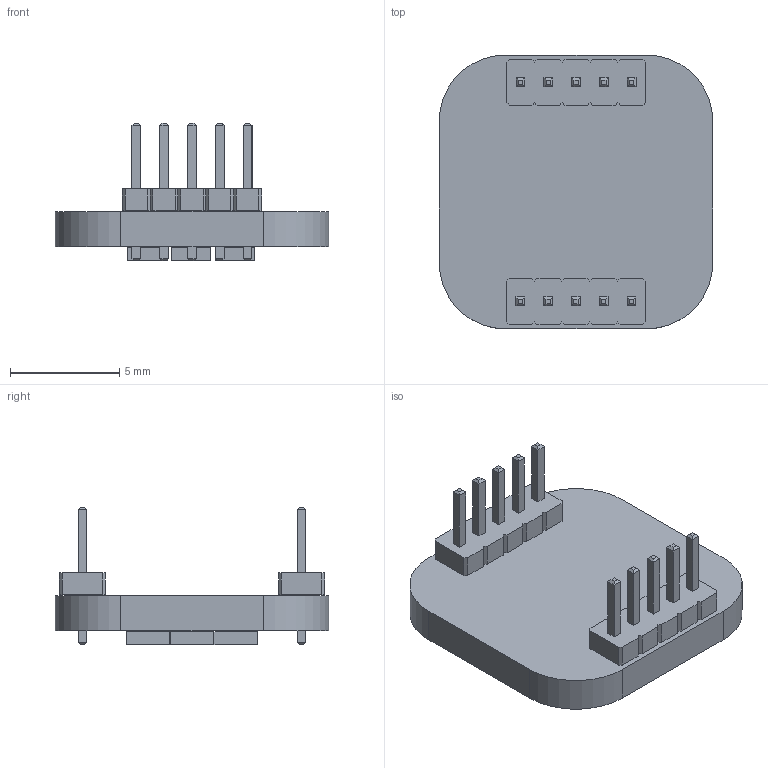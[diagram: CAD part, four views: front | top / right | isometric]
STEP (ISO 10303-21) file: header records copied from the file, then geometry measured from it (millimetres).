
FILE_DESCRIPTION(('KiCad electronic assembly'),'2;1');
FILE_NAME('speckle_pcb_rev1.step','2024-09-24T17:33:25',('Pcbnew'),( 'Kicad'),'Open CASCADE STEP processor 7.7','KiCad to STEP converter' ,'Unknown');
FILE_SCHEMA(('AUTOMOTIVE_DESIGN { 1 0 10303 214 1 1 1 1 }'));
Length unit declared in the file: millimetre
Products named in the file (6): speckle_pcb_rev1 1; PinHeader_1x05_P1.27mm_Vertical; PinHeader_1x05_P127mm_Vertical; VEMD2704; speckle_pcb_rev1_PCB
Assembly tree (14 placements, depth 3):
  speckle_pcb_rev1 1
    PinHeader_1x05_P1.27mm_Vertical  x2
      PinHeader_1x05_P127mm_Vertical
    VEMD2704  x9
      VEMD2704
    speckle_pcb_rev1_PCB
Bounding box: 12.5 x 12.5 x 6.3 mm (x, y, z)
Volume: 286.5 mm3; surface area: 670.9 mm2
Topology: 12 solids, 12 shells, 358 faces, 889 edges, 611 vertices
Faces by surface type: plane 344, cylinder 14
Full cylindrical faces by diameter (mm): 0.65 x10
Entity records: 5600 total; most frequent: CARTESIAN_POINT 789, ORIENTED_EDGE 754, DIRECTION 743, EDGE_CURVE 377, LINE 349, VECTOR 349, VERTEX_POINT 243, AXIS2_PLACEMENT_3D 197
